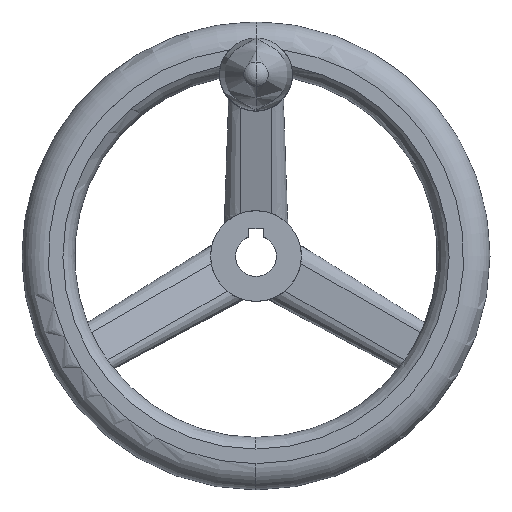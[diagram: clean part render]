
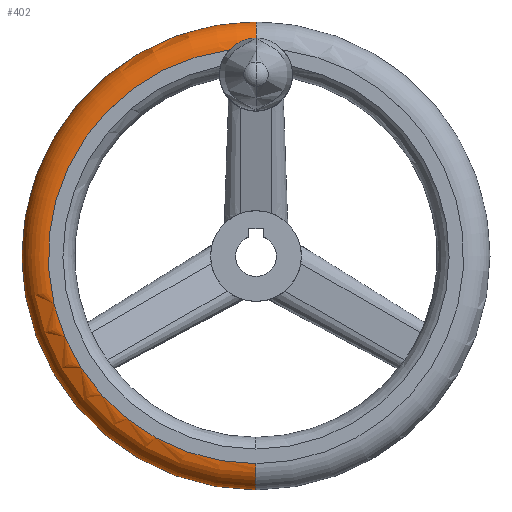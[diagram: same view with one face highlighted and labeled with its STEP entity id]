
A CAD part, top view. The second image highlights one B-rep face of the part: STEP entity #402.
In plain terms, the highlighted toroidal (fillet/blend) face has major radius 71 mm and minor radius 9 mm.
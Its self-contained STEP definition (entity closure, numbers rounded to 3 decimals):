
#302=EDGE_CURVE('',#414,#506,#858,.T.);
#320=VERTEX_POINT('',#877);
#340=EDGE_CURVE('',#320,#692,#898,.T.);
#402=ADVANCED_FACE('',(#964),#965,.T.);
#414=VERTEX_POINT('',#979);
#506=VERTEX_POINT('',#1081);
#600=VERTEX_POINT('',#1185);
#632=EDGE_CURVE('',#320,#600,#1218,.T.);
#692=VERTEX_POINT('',#1287);
#708=EDGE_CURVE('',#506,#692,#1304,.T.);
#776=EDGE_CURVE('',#414,#600,#1381,.T.);
#858=CIRCLE('',#1463,71.0);
#877=CARTESIAN_POINT('',(0.,80.0,31.0));
#898=CIRCLE('',#1546,9.);
#964=FACE_OUTER_BOUND('',#1709,.T.);
#965=TOROIDAL_SURFACE('',#1710,71.0,9.);
#979=CARTESIAN_POINT('',(0.,-71.,40.0));
#1081=CARTESIAN_POINT('',(-9.263,70.393,40.));
#1185=CARTESIAN_POINT('',(0.,-80.,31.0));
#1218=CIRCLE('',#2176,80.0);
#1287=CARTESIAN_POINT('',(0.,71.0,40.0));
#1304=CIRCLE('',#2328,71.0);
#1381=CIRCLE('',#2460,9.);
#1463=AXIS2_PLACEMENT_3D('',#2594,#2595,#2596);
#1546=AXIS2_PLACEMENT_3D('',#2623,#2624,#2625);
#1709=EDGE_LOOP('',(#2688,#2689,#2690,#2691,#2692));
#1710=AXIS2_PLACEMENT_3D('',#2693,#2694,#2695);
#2176=AXIS2_PLACEMENT_3D('',#2997,#2998,#2999);
#2328=AXIS2_PLACEMENT_3D('',#3106,#3107,#3108);
#2460=AXIS2_PLACEMENT_3D('',#3217,#3218,#3219);
#2594=CARTESIAN_POINT('',(0.,0.,40.0));
#2595=DIRECTION('',(0.,0.,-1.0));
#2596=DIRECTION('',(0.,1.0,0.));
#2623=CARTESIAN_POINT('',(0.,71.0,31.0));
#2624=DIRECTION('',(1.0,0.,0.));
#2625=DIRECTION('',(0.,1.0,0.));
#2688=ORIENTED_EDGE('',*,*,#632,.T.);
#2689=ORIENTED_EDGE('',*,*,#776,.F.);
#2690=ORIENTED_EDGE('',*,*,#302,.T.);
#2691=ORIENTED_EDGE('',*,*,#708,.T.);
#2692=ORIENTED_EDGE('',*,*,#340,.F.);
#2693=CARTESIAN_POINT('',(0.,0.,31.0));
#2694=DIRECTION('',(0.,0.,1.0));
#2695=DIRECTION('',(0.,1.0,0.0));
#2997=CARTESIAN_POINT('',(0.,0.,31.0));
#2998=DIRECTION('',(0.,0.,1.0));
#2999=DIRECTION('',(1.0,0.0,0.));
#3106=CARTESIAN_POINT('',(0.,0.,40.0));
#3107=DIRECTION('',(0.,0.,-1.0));
#3108=DIRECTION('',(0.,1.0,0.));
#3217=CARTESIAN_POINT('',(0.,-71.,31.0));
#3218=DIRECTION('',(1.0,0.,0.));
#3219=DIRECTION('',(0.,-1.0,0.));
